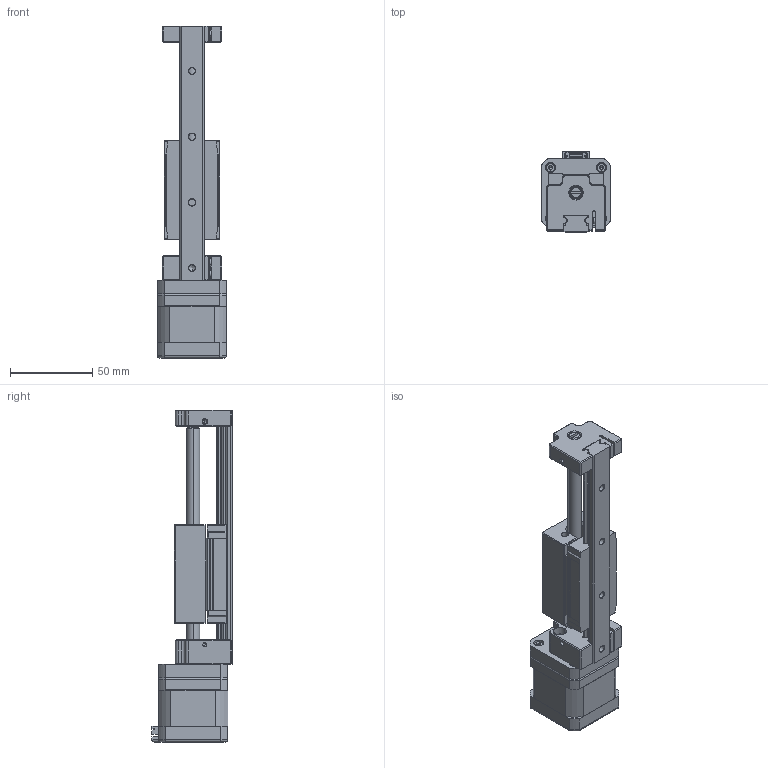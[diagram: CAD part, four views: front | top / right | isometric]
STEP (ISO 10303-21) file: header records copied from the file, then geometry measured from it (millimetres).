
FILE_DESCRIPTION (( 'STEP AP203' ), '1' );
FILE_NAME ('MS42-3A10T-LCG2-50-0.STEP', '2019-01-14T05:21:07', ( '' ), ( '' ), 'SwSTEP 2.0', 'SolidWorks 2014', '' );
FILE_SCHEMA (( 'CONFIG_CONTROL_DESIGN' ));
Length unit declared in the file: millimetre
Products named in the file (1): MS42-3A10T-LCG2-50-0
Bounding box: 42.2 x 48.85 x 202.3 mm (x, y, z)
Surface area: 79100.7 mm2 (no closed solid volume)
Topology: 0 solids, 36 shells, 1720 faces, 4258 edges, 2653 vertices
Faces by surface type: plane 826, cylinder 512, cone 281, torus 61, bspline 32, sphere 8
Entity records: 64715 total; most frequent: CARTESIAN_POINT 23794, DIRECTION 8649, ORIENTED_EDGE 8400, EDGE_CURVE 4208, AXIS2_PLACEMENT_3D 3086, VERTEX_POINT 2653, VECTOR 2477, LINE 2477
